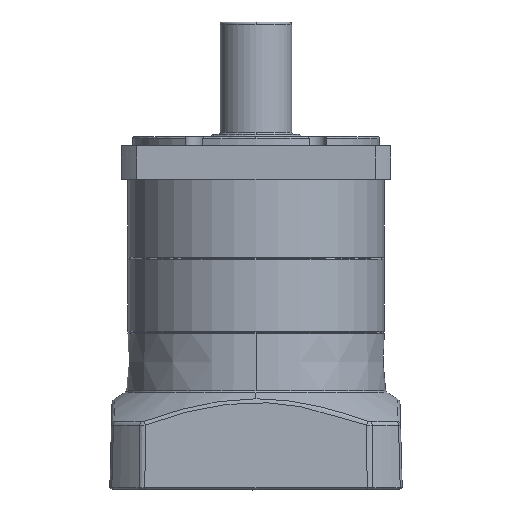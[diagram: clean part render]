
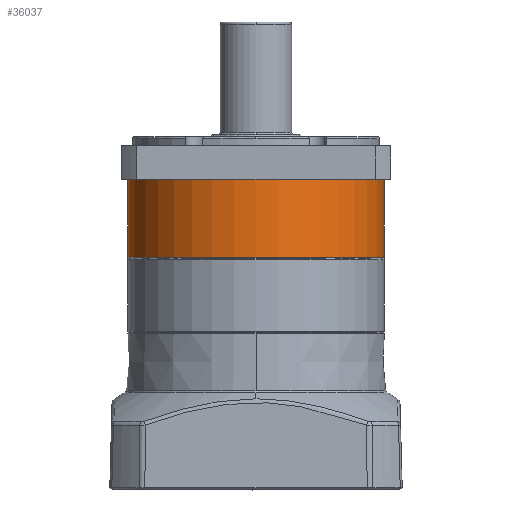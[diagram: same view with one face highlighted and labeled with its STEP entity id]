
A CAD part, front view. The second image highlights one B-rep face of the part: STEP entity #36037.
In plain terms, the highlighted cylindrical face has radius 57 mm (diameter 114 mm), a partial arc.
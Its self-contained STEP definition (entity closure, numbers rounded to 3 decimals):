
#386 = CARTESIAN_POINT ( 'NONE',  ( 57., 0., 38. ) ) ;
#2324 = ORIENTED_EDGE ( 'NONE', *, *, #41064, .F. ) ;
#2345 = EDGE_CURVE ( 'NONE', #14063, #39552, #32093, .T. ) ;
#2388 = LINE ( 'NONE', #29113, #34591 ) ;
#3642 = AXIS2_PLACEMENT_3D ( 'NONE', #10936, #35405, #14453 ) ;
#10936 = CARTESIAN_POINT ( 'NONE',  ( 0., 0., 3.4 ) ) ;
#14056 = DIRECTION ( 'NONE',  ( -1., 0., 0. ) ) ;
#14063 = VERTEX_POINT ( 'NONE', #40481 ) ;
#14067 = DIRECTION ( 'NONE',  ( 0., 0., -1. ) ) ;
#14118 = CARTESIAN_POINT ( 'NONE',  ( 0., 0., 38. ) ) ;
#14453 = DIRECTION ( 'NONE',  ( 1., 0., 0. ) ) ;
#14505 = DIRECTION ( 'NONE',  ( 0., 0., -1. ) ) ;
#14627 = CIRCLE ( 'NONE', #3642, 57. ) ;
#14641 = CARTESIAN_POINT ( 'NONE',  ( 0., 0., 38. ) ) ;
#14644 = CARTESIAN_POINT ( 'NONE',  ( -57., 0., 38. ) ) ;
#14788 = DIRECTION ( 'NONE',  ( 0., 0., -1. ) ) ;
#14939 = DIRECTION ( 'NONE',  ( -1., 0., 0. ) ) ;
#16500 = ORIENTED_EDGE ( 'NONE', *, *, #2345, .T. ) ;
#16517 = CYLINDRICAL_SURFACE ( 'NONE', #32268, 57. ) ;
#19664 = ORIENTED_EDGE ( 'NONE', *, *, #34411, .T. ) ;
#20204 = VERTEX_POINT ( 'NONE', #36666 ) ;
#23352 = VERTEX_POINT ( 'NONE', #386 ) ;
#27420 = FACE_OUTER_BOUND ( 'NONE', #36517, .T. ) ;
#29057 = DIRECTION ( 'NONE',  ( 0., 0., -1. ) ) ;
#29113 = CARTESIAN_POINT ( 'NONE',  ( 57., 0., 38. ) ) ;
#32093 = LINE ( 'NONE', #14644, #33154 ) ;
#32268 = AXIS2_PLACEMENT_3D ( 'NONE', #14641, #14788, #14939 ) ;
#32977 = EDGE_CURVE ( 'NONE', #23352, #20204, #2388, .T. ) ;
#33154 = VECTOR ( 'NONE', #14505, 1000. ) ;
#34178 = AXIS2_PLACEMENT_3D ( 'NONE', #14118, #14067, #14056 ) ;
#34411 = EDGE_CURVE ( 'NONE', #23352, #14063, #41462, .T. ) ;
#34591 = VECTOR ( 'NONE', #29057, 1000. ) ;
#35175 = ORIENTED_EDGE ( 'NONE', *, *, #32977, .F. ) ;
#35405 = DIRECTION ( 'NONE',  ( 0., 0., -1. ) ) ;
#36037 = ADVANCED_FACE ( 'NONE', ( #27420 ), #16517, .T. ) ;
#36517 = EDGE_LOOP ( 'NONE', ( #35175, #19664, #16500, #2324 ) ) ;
#36666 = CARTESIAN_POINT ( 'NONE',  ( 57., 0., 3.4 ) ) ;
#39552 = VERTEX_POINT ( 'NONE', #41808 ) ;
#40481 = CARTESIAN_POINT ( 'NONE',  ( -57., 0., 38. ) ) ;
#41064 = EDGE_CURVE ( 'NONE', #20204, #39552, #14627, .T. ) ;
#41462 = CIRCLE ( 'NONE', #34178, 57. ) ;
#41808 = CARTESIAN_POINT ( 'NONE',  ( -57., 0., 3.4 ) ) ;
